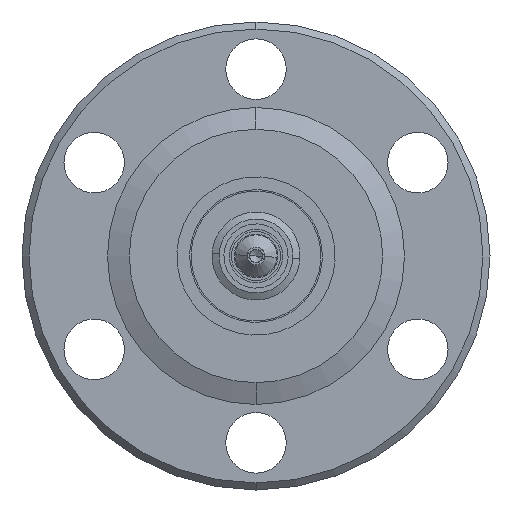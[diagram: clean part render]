
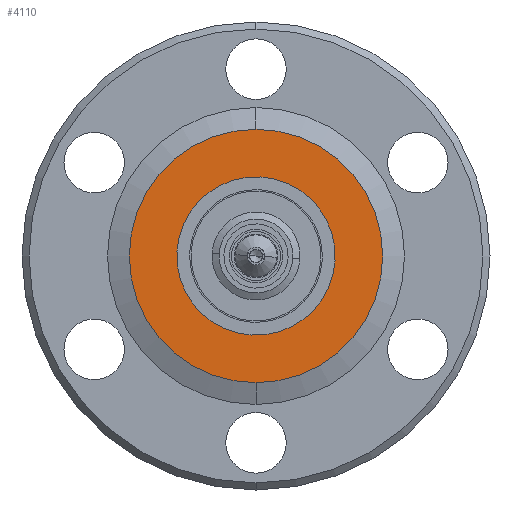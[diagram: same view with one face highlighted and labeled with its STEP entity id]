
A CAD part, front view. The second image highlights one B-rep face of the part: STEP entity #4110.
In plain terms, the highlighted planar face has unit normal (0, -1, 0).
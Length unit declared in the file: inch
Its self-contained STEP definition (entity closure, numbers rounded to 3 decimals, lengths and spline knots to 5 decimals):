
#152 = CARTESIAN_POINT ( 'NONE',  ( 0., -0.234, 0.04773 ) ) ;
#153 = DIRECTION ( 'NONE',  ( 0., 1., 0. ) ) ;
#154 = DIRECTION ( 'NONE',  ( -0.062, 0., -0.998 ) ) ;
#155 = CARTESIAN_POINT ( 'NONE',  ( 0., -0.234, 0.04773 ) ) ;
#156 = DIRECTION ( 'NONE',  ( 0., 1., 0. ) ) ;
#157 = DIRECTION ( 'NONE',  ( 0., 0., -1. ) ) ;
#428 = AXIS2_PLACEMENT_3D ( 'NONE', #2254, #2262, #2263 ) ;
#1078 = CARTESIAN_POINT ( 'NONE',  ( 0., -0.234, 0.04773 ) ) ;
#1079 = DIRECTION ( 'NONE',  ( 0., 1., 0. ) ) ;
#1080 = DIRECTION ( 'NONE',  ( 0., 0., -1. ) ) ;
#1148 = CARTESIAN_POINT ( 'NONE',  ( -0.01396, -0.234, -0.17683 ) ) ;
#1184 = CARTESIAN_POINT ( 'NONE',  ( 0., -0.234, -0.31227 ) ) ;
#1337 = EDGE_LOOP ( 'NONE', ( #1411, #2757 ) ) ;
#1341 = EDGE_LOOP ( 'NONE', ( #2704, #2716 ) ) ;
#1411 = ORIENTED_EDGE ( 'NONE', *, *, #4455, .T. ) ;
#1517 = VERTEX_POINT ( 'NONE', #4735 ) ;
#1538 = VERTEX_POINT ( 'NONE', #4756 ) ;
#2254 = CARTESIAN_POINT ( 'NONE',  ( -0.01145, -0.234, -0.13641 ) ) ;
#2255 = FACE_OUTER_BOUND ( 'NONE', #1341, .T. ) ;
#2259 = FACE_BOUND ( 'NONE', #1337, .T. ) ;
#2260 = PLANE ( 'NONE',  #428 ) ;
#2262 = DIRECTION ( 'NONE',  ( 0., -1., 0. ) ) ;
#2263 = DIRECTION ( 'NONE',  ( -0.998, 0., 0.062 ) ) ;
#2704 = ORIENTED_EDGE ( 'NONE', *, *, #4303, .F. ) ;
#2716 = ORIENTED_EDGE ( 'NONE', *, *, #4481, .F. ) ;
#2757 = ORIENTED_EDGE ( 'NONE', *, *, #4302, .T. ) ;
#2978 = CARTESIAN_POINT ( 'NONE',  ( 0., -0.234, 0.04773 ) ) ;
#2979 = DIRECTION ( 'NONE',  ( 0., 1., 0. ) ) ;
#2980 = DIRECTION ( 'NONE',  ( -0.062, 0., -0.998 ) ) ;
#3008 = AXIS2_PLACEMENT_3D ( 'NONE', #152, #153, #154 ) ;
#3010 = AXIS2_PLACEMENT_3D ( 'NONE', #155, #156, #157 ) ;
#3022 = CIRCLE ( 'NONE', #3010, 0.36 ) ;
#3024 = CIRCLE ( 'NONE', #3008, 0.225 ) ;
#4110 = ADVANCED_FACE ( 'NONE', ( #2259, #2255 ), #2260, .T. ) ;
#4302 = EDGE_CURVE ( 'NONE', #1517, #4535, #3024, .T. ) ;
#4303 = EDGE_CURVE ( 'NONE', #4571, #1538, #3022, .T. ) ;
#4455 = EDGE_CURVE ( 'NONE', #4535, #1517, #6361, .T. ) ;
#4481 = EDGE_CURVE ( 'NONE', #1538, #4571, #6314, .T. ) ;
#4535 = VERTEX_POINT ( 'NONE', #1148 ) ;
#4571 = VERTEX_POINT ( 'NONE', #1184 ) ;
#4735 = CARTESIAN_POINT ( 'NONE',  ( 0.01396, -0.234, 0.2723 ) ) ;
#4756 = CARTESIAN_POINT ( 'NONE',  ( 0., -0.234, 0.40773 ) ) ;
#6314 = CIRCLE ( 'NONE', #6316, 0.36 ) ;
#6316 = AXIS2_PLACEMENT_3D ( 'NONE', #1078, #1079, #1080 ) ;
#6353 = AXIS2_PLACEMENT_3D ( 'NONE', #2978, #2979, #2980 ) ;
#6361 = CIRCLE ( 'NONE', #6353, 0.225 ) ;
